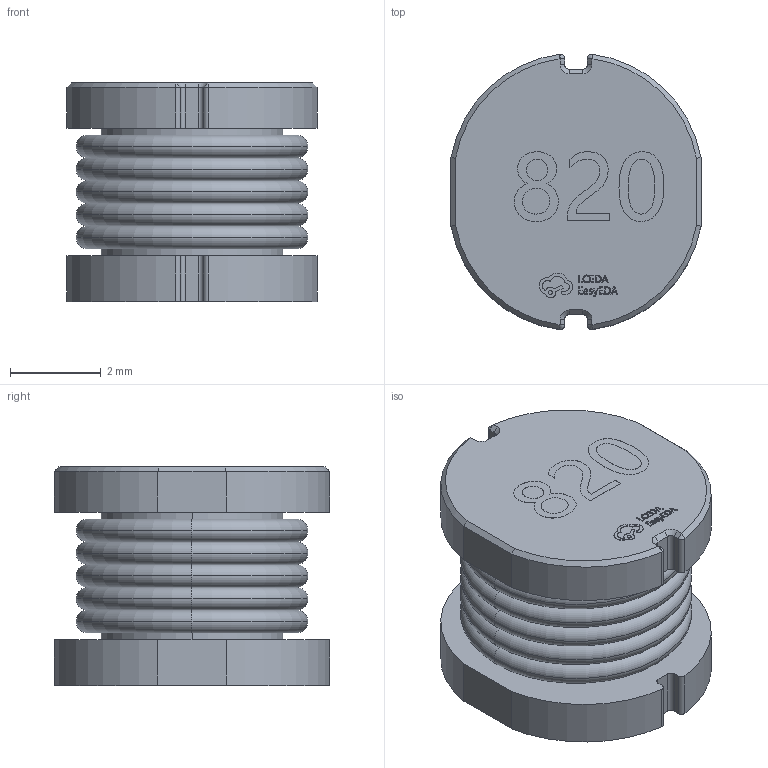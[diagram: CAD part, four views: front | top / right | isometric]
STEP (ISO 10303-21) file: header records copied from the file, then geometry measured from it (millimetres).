
FILE_DESCRIPTION (( 'STEP AP214' ), '1' );
FILE_NAME ('IND-SMD_L6.2-W5.6-H4.8.step', '2022-07-09T00:41:15', ( '' ), ( '' ), 'SwSTEP 2.0', 'SolidWorks 2020', '' );
FILE_SCHEMA (( 'AUTOMOTIVE_DESIGN' ));
Length unit declared in the file: millimetre
Products named in the file (1): IND-SMD_L6.2-W5.6-H4.8
Bounding box: 5.5 x 6.05 x 4.82 mm (x, y, z)
Volume: 103.3 mm3; surface area: 269.6 mm2
Topology: 6 solids, 6 shells, 416 faces, 1096 edges, 712 vertices
Faces by surface type: plane 214, bspline 144, cylinder 26, torus 20, cone 12
Entity records: 20531 total; most frequent: CARTESIAN_POINT 6529, ORIENTED_EDGE 2184, DIRECTION 1442, EDGE_CURVE 1092, VERTEX_POINT 712, LINE 696, VECTOR 696, EDGE_LOOP 450
